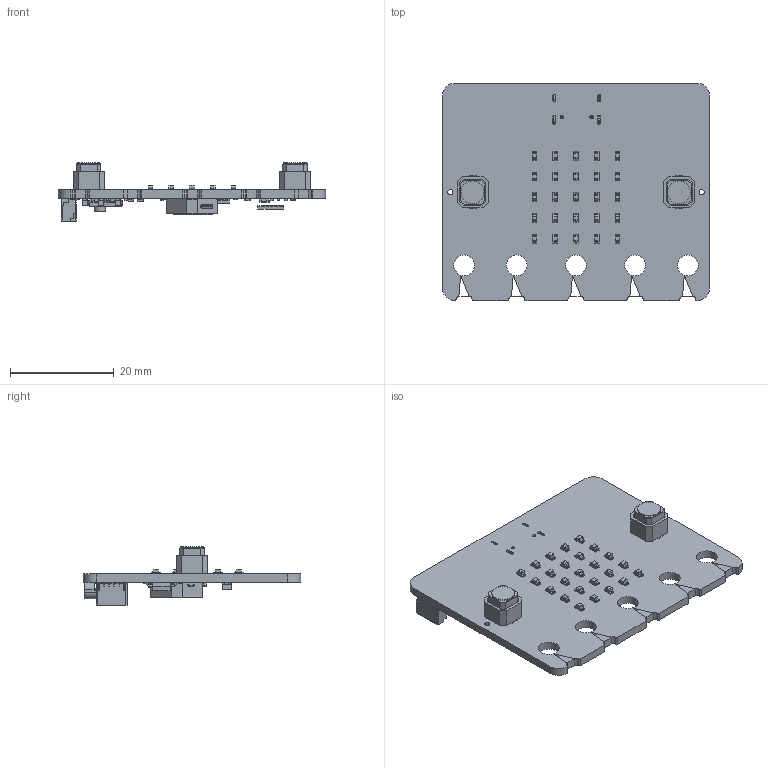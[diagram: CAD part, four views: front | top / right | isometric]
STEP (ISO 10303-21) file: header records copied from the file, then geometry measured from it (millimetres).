
FILE_DESCRIPTION(('Open CASCADE Model'),'2;1');
FILE_NAME('Open CASCADE Shape Model','2025-02-19T10:00:07',('Author'),( 'Open CASCADE'),'Open CASCADE STEP processor 7.5','Open CASCADE 7.5' ,'Unknown');
FILE_SCHEMA(('AUTOMOTIVE_DESIGN { 1 0 10303 214 1 1 1 1 }'));
Length unit declared in the file: millimetre
Products named in the file (94): PCB; BoardCincoBit; Open CASCADE STEP translator 7.5 3.1.1; RESETCincoBit; 4.2x3.2Button; R1CincoBit; 6244938912; Extruded; 6244938672; DCincoBit; DUELink-Connector-BM04B-SRSS-TB; C1CincoBit; C0402; C2CincoBit; 0805 SMD Capacitor; R12CincoBit; 6244940272; 6244940032; R11CincoBit; R10CincoBit; R9CincoBit; R7CincoBit; R6CincoBit; R5CincoBit; R8CincoBit; D27CincoBit; 0603 LED Red; Pad; Pad005; Pad001; Pad004; Pad003; Lens; D26CincoBit; D25CincoBit; D24CincoBit; D23CincoBit; D22CincoBit; D21CincoBit; D20CincoBit ...
Assembly tree (160 placements, depth 4):
  PCB
    BoardCincoBit
      Open CASCADE STEP translator 7.5 3.1.1
    RESETCincoBit
      4.2x3.2Button
    R1CincoBit
      6244938912  x2
        Extruded
      6244938672
        Extruded
    DCincoBit
      DUELink-Connector-BM04B-SRSS-TB
    C1CincoBit
      C0402
    C2CincoBit
      0805 SMD Capacitor
    R12CincoBit
      6244940272  x2
        Extruded
      6244940032
        Extruded
    R11CincoBit
      6244940272  x2
        Extruded
      6244940032
        Extruded
    R10CincoBit
      6244940272  x2
        Extruded
      6244940032
        Extruded
    R9CincoBit
      6244938912  x2
        Extruded
      6244938672
        Extruded
    R7CincoBit
      6244940272  x2
        Extruded
      6244940032
        Extruded
    R6CincoBit
      6244940272  x2
        Extruded
      6244940032
        Extruded
    R5CincoBit
      6244940272  x2
        Extruded
      6244940032
        Extruded
    R8CincoBit
      6244940272  x2
        Extruded
      6244940032
        Extruded
    D27CincoBit
      0603 LED Red
        Pad
        Pad005
Bounding box: 51.6 x 42 x 11.22 mm (x, y, z)
Volume: 4116.4 mm3; surface area: 7121.8 mm2
Topology: 322 solids, 334 shells, 5848 faces, 16226 edges, 12440 vertices
Faces by surface type: plane 4210, cylinder 1279, bspline 245, sphere 64, cone 34, torus 8, revolution 8
Full cylindrical faces by diameter (mm): 0.3 x6, 0.5 x5, 0.65 x2, 1 x2, 1.149 x1, 4 x5, 4.4 x2
Entity records: 151978 total; most frequent: CARTESIAN_POINT 31966, DIRECTION 19663, ORIENTED_EDGE 19434, EDGE_CURVE 9717, LINE 8655, VECTOR 8655, VERTEX_POINT 6286, AXIS2_PLACEMENT_3D 5500
